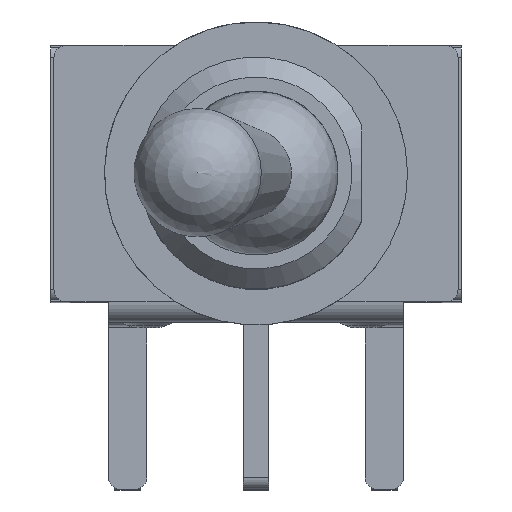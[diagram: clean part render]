
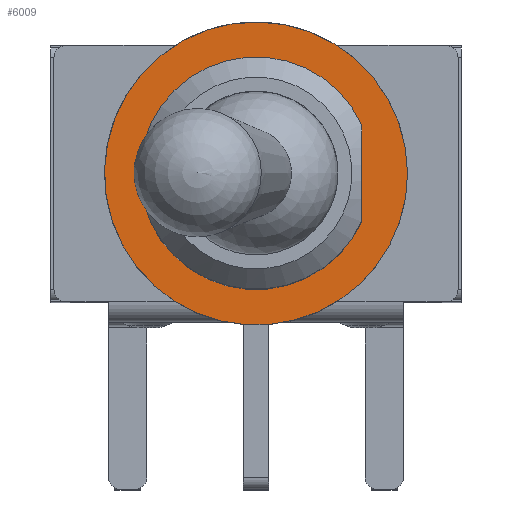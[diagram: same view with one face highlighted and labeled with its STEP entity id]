
A CAD part, top view. The second image highlights one B-rep face of the part: STEP entity #6009.
In plain terms, the highlighted planar face has unit normal (0, 0, 1).
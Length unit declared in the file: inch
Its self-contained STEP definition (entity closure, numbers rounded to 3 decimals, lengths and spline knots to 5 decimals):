
#5933=CARTESIAN_POINT('',(0.08228,-0.0378,0.3248));
#5934=VERTEX_POINT('',#5933);
#5941=CARTESIAN_POINT('',(0.08228,0.0378,0.3248));
#5942=VERTEX_POINT('',#5941);
#5943=CARTESIAN_POINT('',(0.08228,0.0378,0.3248));
#5944=DIRECTION('',(0.0,-1.0,0.0));
#5945=VECTOR('',#5944,0.0756);
#5946=LINE('',#5943,#5945);
#5947=EDGE_CURVE('',#5942,#5934,#5946,.T.);
#5978=CARTESIAN_POINT('',(0.,0.,0.3248));
#5979=DIRECTION('',(0.0,0.0,-1.0));
#5980=DIRECTION('',(-0.909,-0.417,0.0));
#5981=AXIS2_PLACEMENT_3D('',#5978,#5979,#5980);
#5982=CIRCLE('',#5981,0.09055);
#5983=EDGE_CURVE('',#5934,#5942,#5982,.T.);
#5989=CARTESIAN_POINT('',(0.12992,-0.12992,0.3248));
#5990=DIRECTION('',(0.0,0.0,-1.0));
#5991=DIRECTION('',(-1.0,0.0,0.0));
#5992=AXIS2_PLACEMENT_3D('',#5989,#5990,#5991);
#5993=PLANE('',#5992);
#5994=CARTESIAN_POINT('',(0.11811,0.,0.3248));
#5995=VERTEX_POINT('',#5994);
#5996=CARTESIAN_POINT('',(0.,0.,0.3248));
#5997=DIRECTION('',(0.0,0.0,-1.0));
#5998=DIRECTION('',(-1.0,0.0,0.0));
#5999=AXIS2_PLACEMENT_3D('',#5996,#5997,#5998);
#6000=CIRCLE('',#5999,0.11811);
#6001=EDGE_CURVE('',#5995,#5995,#6000,.T.);
#6002=ORIENTED_EDGE('',*,*,#6001,.F.);
#6003=EDGE_LOOP('',(#6002));
#6004=FACE_OUTER_BOUND('',#6003,.T.);
#6005=ORIENTED_EDGE('',*,*,#5947,.T.);
#6006=ORIENTED_EDGE('',*,*,#5983,.T.);
#6007=EDGE_LOOP('',(#6005,#6006));
#6008=FACE_BOUND('',#6007,.T.);
#6009=ADVANCED_FACE('',(#6004,#6008),#5993,.F.);
